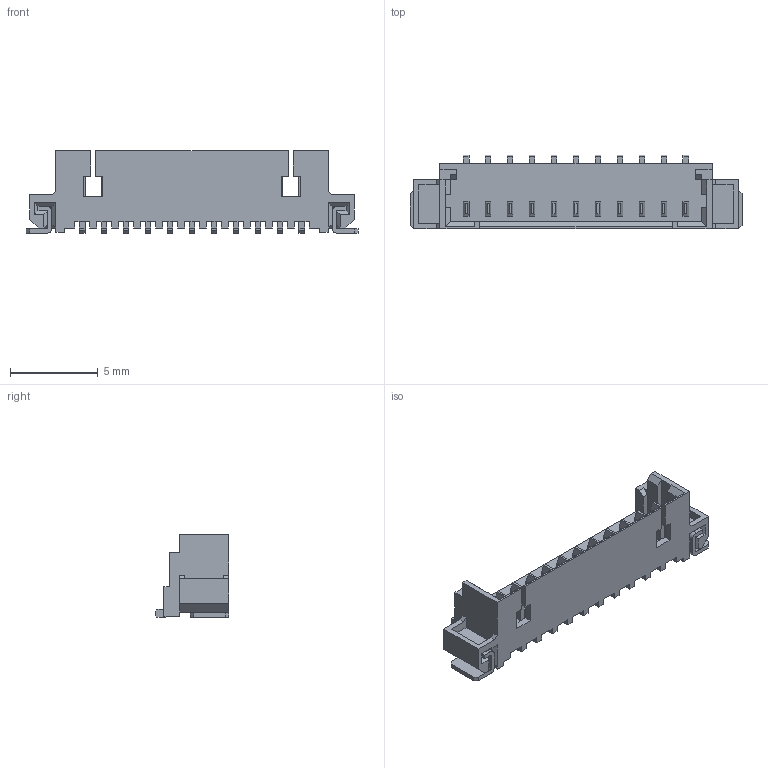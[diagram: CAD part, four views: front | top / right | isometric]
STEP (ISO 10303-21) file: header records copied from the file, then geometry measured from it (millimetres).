
FILE_DESCRIPTION (( 'STEP AP214' ), '1' );
FILE_NAME ('533981171.STEP', '2021-11-27T22:06:59', ( 'AVRASM1234' ), ( '' ), 'SwSTEP 2.0', 'SolidWorks 2017', '' );
FILE_SCHEMA (( 'AUTOMOTIVE_DESIGN' ));
Length unit declared in the file: millimetre
Products named in the file (1): 533981171
Bounding box: 18.9 x 4.2 x 4.7 mm (x, y, z)
Volume: 121.4 mm3; surface area: 564.9 mm2
Topology: 14 solids, 14 shells, 499 faces, 1343 edges, 872 vertices
Faces by surface type: plane 491, cylinder 8
Entity records: 18444 total; most frequent: CARTESIAN_POINT 2715, ORIENTED_EDGE 2686, DIRECTION 2359, EDGE_CURVE 1343, VECTOR 1327, LINE 1327, VERTEX_POINT 872, EDGE_LOOP 521
